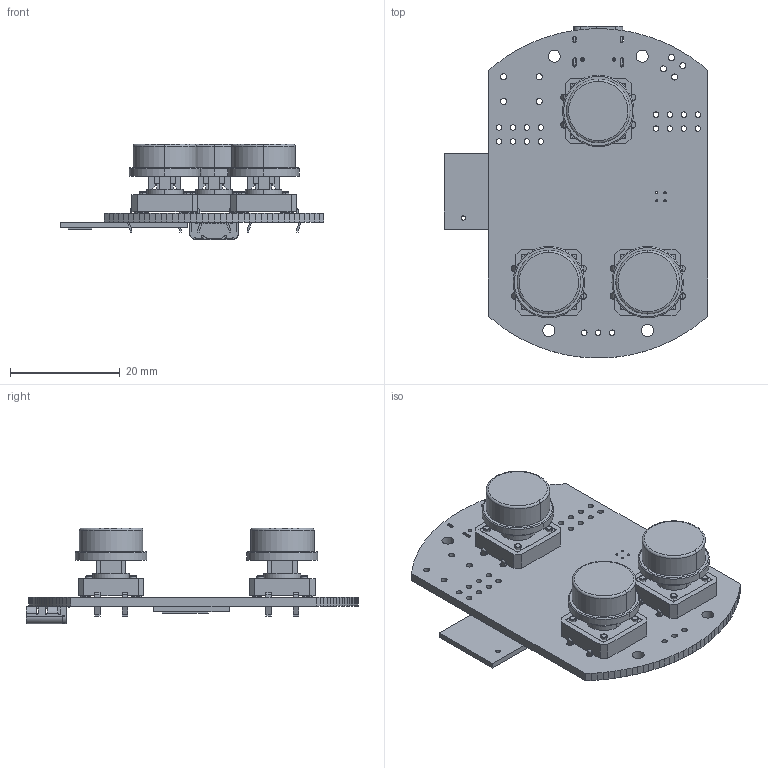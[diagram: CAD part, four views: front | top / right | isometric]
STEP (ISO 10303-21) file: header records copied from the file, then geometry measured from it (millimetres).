
FILE_DESCRIPTION(('KiCad electronic assembly'),'2;1');
FILE_NAME('esp-lamp.step','2024-01-07T21:15:31',('Pcbnew'),('Kicad'), 'Open CASCADE STEP processor 7.6','KiCad to STEP converter','Unknown' );
FILE_SCHEMA(('AUTOMOTIVE_DESIGN { 1 0 10303 214 1 1 1 1 }'));
Length unit declared in the file: millimetre
Products named in the file (11): esp-lamp 1; 12mm Push Button with Cap; COMPOUND; LC12S v1; SOLID; HRO_TYPE-C-31-M-12; esp-lamp PCB
Assembly tree (12 placements, depth 3):
  esp-lamp 1
    12mm Push Button with Cap  x3
      COMPOUND
    LC12S v1
      SOLID
    HRO_TYPE-C-31-M-12
      SOLID
      SOLID
      SOLID
      SOLID
    esp-lamp PCB
Bounding box: 48.1 x 60.5 x 17.41 mm (x, y, z)
Volume: 6541.1 mm3; surface area: 11316.5 mm2
Topology: 30 solids, 30 shells, 1387 faces, 3577 edges, 2268 vertices
Faces by surface type: plane 969, cylinder 318, torus 62, sphere 32, cone 6
Full cylindrical faces by diameter (mm): 0.4 x4, 0.5 x2, 0.65 x2, 0.8 x2, 1 x19, 1.1 x8, 1.2 x12, 2.2 x4
Entity records: 67681 total; most frequent: CARTESIAN_POINT 13967, DIRECTION 10183, LINE 6813, VECTOR 6813, ORIENTED_EDGE 5254, PCURVE 5254, DEFINITIONAL_REPRESENTATION 5254, EDGE_CURVE 2627
